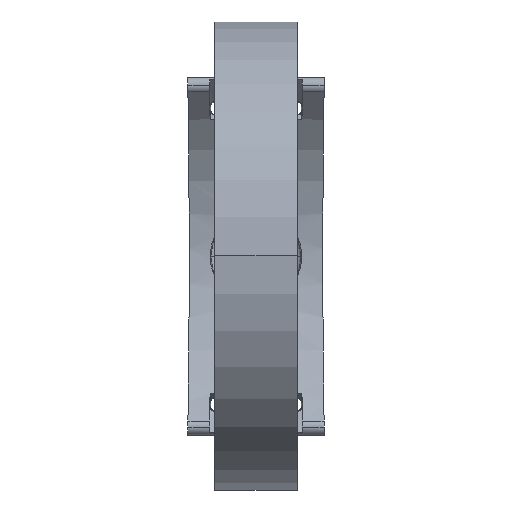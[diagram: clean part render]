
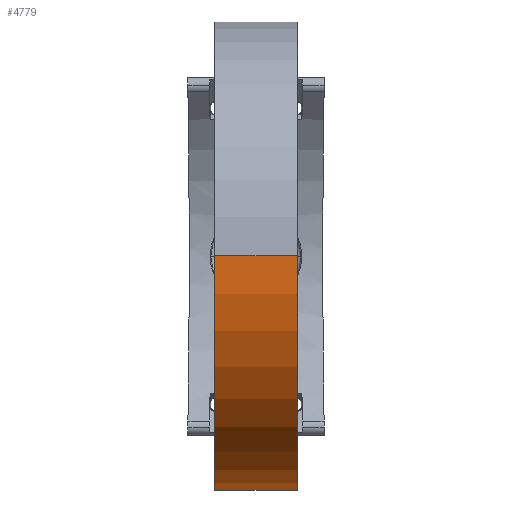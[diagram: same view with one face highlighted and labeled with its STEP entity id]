
A CAD part, top view. The second image highlights one B-rep face of the part: STEP entity #4779.
In plain terms, the highlighted cylindrical face has radius 57.063 mm (diameter 114.126 mm), a partial arc.
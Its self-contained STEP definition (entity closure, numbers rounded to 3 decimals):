
#652 = CARTESIAN_POINT ( 'NONE',  ( -10., 0., 57.063 ) ) ;
#959 = LINE ( 'NONE', #3238, #1538 ) ;
#996 = CARTESIAN_POINT ( 'NONE',  ( 10., 0., 57.063 ) ) ;
#1054 = VERTEX_POINT ( 'NONE', #11022 ) ;
#1538 = VECTOR ( 'NONE', #5371, 1000. ) ;
#2478 = EDGE_LOOP ( 'NONE', ( #4693, #5006, #9564, #8029 ) ) ;
#3077 = DIRECTION ( 'NONE',  ( 1., 0., 0. ) ) ;
#3238 = CARTESIAN_POINT ( 'NONE',  ( 10., -48.237, -30.486 ) ) ;
#4328 = DIRECTION ( 'NONE',  ( 1., 0., 0. ) ) ;
#4332 = CARTESIAN_POINT ( 'NONE',  ( 10., 0., 0. ) ) ;
#4693 = ORIENTED_EDGE ( 'NONE', *, *, #10787, .F. ) ;
#4709 = CIRCLE ( 'NONE', #8684, 57.063 ) ;
#4775 = CARTESIAN_POINT ( 'NONE',  ( 10., 0., 57.063 ) ) ;
#4779 = ADVANCED_FACE ( 'NONE', ( #7701 ), #9013, .T. ) ;
#5006 = ORIENTED_EDGE ( 'NONE', *, *, #9007, .T. ) ;
#5371 = DIRECTION ( 'NONE',  ( -1., 0., 0. ) ) ;
#5628 = VERTEX_POINT ( 'NONE', #10449 ) ;
#5781 = DIRECTION ( 'NONE',  ( 0., 0., 1. ) ) ;
#6599 = CARTESIAN_POINT ( 'NONE',  ( 10., 0., 0. ) ) ;
#7119 = LINE ( 'NONE', #4775, #13969 ) ;
#7421 = AXIS2_PLACEMENT_3D ( 'NONE', #4332, #3077, #8796 ) ;
#7648 = CIRCLE ( 'NONE', #7421, 57.063 ) ;
#7701 = FACE_OUTER_BOUND ( 'NONE', #2478, .T. ) ;
#7706 = VERTEX_POINT ( 'NONE', #652 ) ;
#8029 = ORIENTED_EDGE ( 'NONE', *, *, #13677, .F. ) ;
#8142 = DIRECTION ( 'NONE',  ( -1., 0., 0. ) ) ;
#8684 = AXIS2_PLACEMENT_3D ( 'NONE', #13497, #4328, #9823 ) ;
#8796 = DIRECTION ( 'NONE',  ( 0., 0., -1. ) ) ;
#9007 = EDGE_CURVE ( 'NONE', #12119, #7706, #7119, .T. ) ;
#9013 = CYLINDRICAL_SURFACE ( 'NONE', #9418, 57.063 ) ;
#9418 = AXIS2_PLACEMENT_3D ( 'NONE', #6599, #11074, #5781 ) ;
#9564 = ORIENTED_EDGE ( 'NONE', *, *, #14407, .T. ) ;
#9823 = DIRECTION ( 'NONE',  ( 0., 0., -1. ) ) ;
#10449 = CARTESIAN_POINT ( 'NONE',  ( -10., -48.237, -30.486 ) ) ;
#10787 = EDGE_CURVE ( 'NONE', #12119, #1054, #7648, .T. ) ;
#11022 = CARTESIAN_POINT ( 'NONE',  ( 10., -48.237, -30.486 ) ) ;
#11074 = DIRECTION ( 'NONE',  ( -1., 0., 0. ) ) ;
#12119 = VERTEX_POINT ( 'NONE', #996 ) ;
#13497 = CARTESIAN_POINT ( 'NONE',  ( -10., 0., 0. ) ) ;
#13677 = EDGE_CURVE ( 'NONE', #1054, #5628, #959, .T. ) ;
#13969 = VECTOR ( 'NONE', #8142, 1000. ) ;
#14407 = EDGE_CURVE ( 'NONE', #7706, #5628, #4709, .T. ) ;
